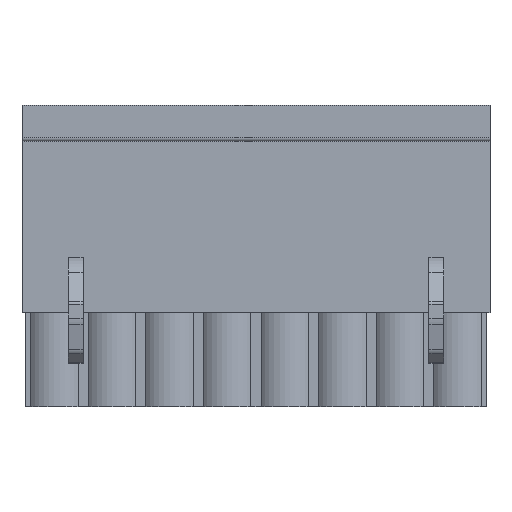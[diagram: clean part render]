
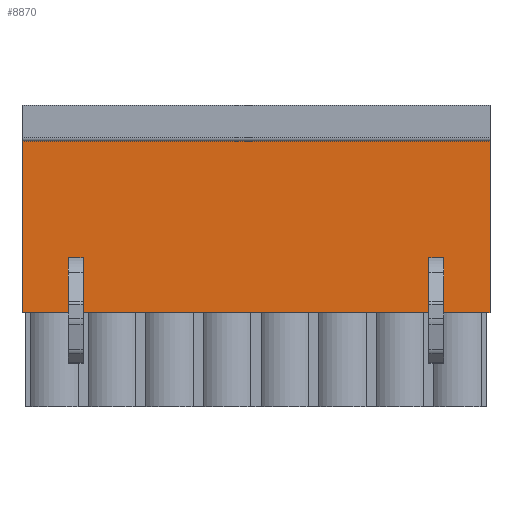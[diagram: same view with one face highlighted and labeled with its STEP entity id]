
A CAD part, top view. The second image highlights one B-rep face of the part: STEP entity #8870.
In plain terms, the highlighted planar face has unit normal (0, 0, 1).
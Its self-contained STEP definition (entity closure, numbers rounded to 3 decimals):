
#6=DIRECTION('',(0.,-1.,0.));
#7=VECTOR('',#6,15.1);
#8=CARTESIAN_POINT('',(0.,9.44,6.96));
#9=LINE('',#8,#7);
#195=DIRECTION('',(0.,-1.,0.));
#196=VECTOR('',#195,15.1);
#197=CARTESIAN_POINT('',(-41.26,9.44,6.96));
#198=LINE('',#197,#196);
#1737=DIRECTION('',(0.,1.,0.));
#1738=VECTOR('',#1737,4.844);
#1739=CARTESIAN_POINT('',(-37.17,-5.66,6.96));
#1740=LINE('',#1739,#1738);
#1741=DIRECTION('',(-1.,0.,0.));
#1742=VECTOR('',#1741,41.26);
#1743=CARTESIAN_POINT('',(0.,9.44,6.96));
#1744=LINE('',#1743,#1742);
#1745=DIRECTION('',(0.,1.,0.));
#1746=VECTOR('',#1745,4.844);
#1747=CARTESIAN_POINT('',(-4.09,-5.66,6.96));
#1748=LINE('',#1747,#1746);
#1749=DIRECTION('',(1.,0.,0.));
#1750=VECTOR('',#1749,1.3);
#1751=CARTESIAN_POINT('',(-5.39,-0.816,6.96));
#1752=LINE('',#1751,#1750);
#1753=DIRECTION('',(0.,1.,0.));
#1754=VECTOR('',#1753,4.844);
#1755=CARTESIAN_POINT('',(-5.39,-5.66,6.96));
#1756=LINE('',#1755,#1754);
#1757=DIRECTION('',(0.,1.,0.));
#1758=VECTOR('',#1757,4.844);
#1759=CARTESIAN_POINT('',(-35.87,-5.66,6.96));
#1760=LINE('',#1759,#1758);
#1761=DIRECTION('',(1.,0.,0.));
#1762=VECTOR('',#1761,1.3);
#1763=CARTESIAN_POINT('',(-37.17,-0.816,6.96));
#1764=LINE('',#1763,#1762);
#2133=DIRECTION('',(-1.,0.,0.));
#2134=VECTOR('',#2133,4.09);
#2135=CARTESIAN_POINT('',(-37.17,-5.66,6.96));
#2136=LINE('',#2135,#2134);
#2141=DIRECTION('',(-1.,0.,0.));
#2142=VECTOR('',#2141,30.48);
#2143=CARTESIAN_POINT('',(-5.39,-5.66,6.96));
#2144=LINE('',#2143,#2142);
#2149=DIRECTION('',(-1.,0.,0.));
#2150=VECTOR('',#2149,4.09);
#2151=CARTESIAN_POINT('',(0.,-5.66,6.96));
#2152=LINE('',#2151,#2150);
#5287=CARTESIAN_POINT('',(0.,9.44,6.96));
#5288=CARTESIAN_POINT('',(0.,-5.66,6.96));
#5289=VERTEX_POINT('',#5287);
#5290=VERTEX_POINT('',#5288);
#5325=CARTESIAN_POINT('',(-41.26,9.44,6.96));
#5326=CARTESIAN_POINT('',(-41.26,-5.66,6.96));
#5327=VERTEX_POINT('',#5325);
#5328=VERTEX_POINT('',#5326);
#6861=CARTESIAN_POINT('',(-4.09,-5.66,6.96));
#6862=CARTESIAN_POINT('',(-4.09,-0.816,6.96));
#6863=VERTEX_POINT('',#6861);
#6864=VERTEX_POINT('',#6862);
#6865=CARTESIAN_POINT('',(-5.39,-5.66,6.96));
#6866=CARTESIAN_POINT('',(-5.39,-0.816,6.96));
#6867=VERTEX_POINT('',#6865);
#6868=VERTEX_POINT('',#6866);
#6935=CARTESIAN_POINT('',(-37.17,-5.66,6.96));
#6936=VERTEX_POINT('',#6935);
#6937=CARTESIAN_POINT('',(-37.17,-0.816,6.96));
#6938=VERTEX_POINT('',#6937);
#6939=CARTESIAN_POINT('',(-35.87,-5.66,6.96));
#6940=VERTEX_POINT('',#6939);
#6941=CARTESIAN_POINT('',(-35.87,-0.816,6.96));
#6942=VERTEX_POINT('',#6941);
#8842=CARTESIAN_POINT('',(0.,9.44,6.96));
#8843=DIRECTION('',(0.,0.,1.));
#8844=DIRECTION('',(0.,-1.,0.));
#8845=AXIS2_PLACEMENT_3D('',#8842,#8843,#8844);
#8846=PLANE('',#8845);
#8848=ORIENTED_EDGE('',*,*,#8847,.F.);
#8850=ORIENTED_EDGE('',*,*,#8849,.T.);
#8851=ORIENTED_EDGE('',*,*,#7080,.F.);
#8852=ORIENTED_EDGE('',*,*,#8835,.F.);
#8853=ORIENTED_EDGE('',*,*,#6952,.T.);
#8855=ORIENTED_EDGE('',*,*,#8854,.T.);
#8857=ORIENTED_EDGE('',*,*,#8856,.T.);
#8859=ORIENTED_EDGE('',*,*,#8858,.F.);
#8861=ORIENTED_EDGE('',*,*,#8860,.F.);
#8863=ORIENTED_EDGE('',*,*,#8862,.T.);
#8865=ORIENTED_EDGE('',*,*,#8864,.T.);
#8867=ORIENTED_EDGE('',*,*,#8866,.F.);
#8868=EDGE_LOOP('',(#8848,#8850,#8851,#8852,#8853,#8855,#8857,#8859,#8861,#8863,
#8865,#8867));
#8869=FACE_OUTER_BOUND('',#8868,.F.);
#8870=ADVANCED_FACE('',(#8869),#8846,.T.);
#6952=EDGE_CURVE('',#5289,#5290,#9,.T.);
#7080=EDGE_CURVE('',#5327,#5328,#198,.T.);
#8835=EDGE_CURVE('',#5289,#5327,#1744,.T.);
#8847=EDGE_CURVE('',#6936,#6938,#1740,.T.);
#8849=EDGE_CURVE('',#6936,#5328,#2136,.T.);
#8854=EDGE_CURVE('',#5290,#6863,#2152,.T.);
#8856=EDGE_CURVE('',#6863,#6864,#1748,.T.);
#8858=EDGE_CURVE('',#6868,#6864,#1752,.T.);
#8860=EDGE_CURVE('',#6867,#6868,#1756,.T.);
#8862=EDGE_CURVE('',#6867,#6940,#2144,.T.);
#8864=EDGE_CURVE('',#6940,#6942,#1760,.T.);
#8866=EDGE_CURVE('',#6938,#6942,#1764,.T.);
